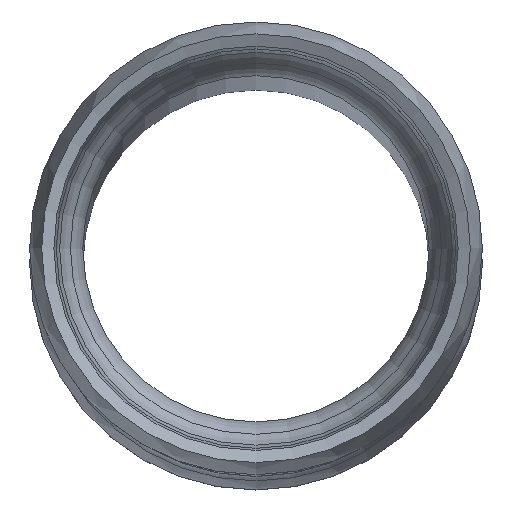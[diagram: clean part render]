
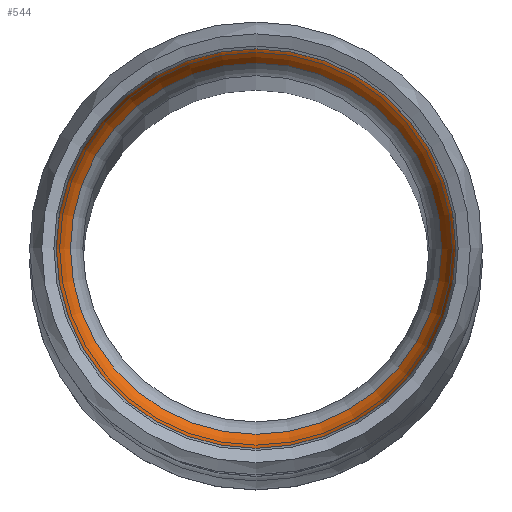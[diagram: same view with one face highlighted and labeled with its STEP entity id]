
A CAD part, top view. The second image highlights one B-rep face of the part: STEP entity #544.
In plain terms, the highlighted toroidal (fillet/blend) face has major radius 140 mm and minor radius 85 mm.
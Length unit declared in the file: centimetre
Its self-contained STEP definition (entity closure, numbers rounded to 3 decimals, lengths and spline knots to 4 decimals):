
#30=TOROIDAL_SURFACE('',#600,14.,8.5);
#76=FACE_OUTER_BOUND('',#108,.T.);
#108=EDGE_LOOP('',(#395,#396,#397,#398,#399));
#151=CIRCLE('',#596,20.9063);
#155=CIRCLE('',#601,8.5);
#156=CIRCLE('',#602,22.5);
#157=CIRCLE('',#603,22.5);
#222=VERTEX_POINT('',#987);
#225=VERTEX_POINT('',#995);
#226=VERTEX_POINT('',#997);
#285=EDGE_CURVE('',#222,#222,#151,.T.);
#289=EDGE_CURVE('',#222,#225,#155,.T.);
#290=EDGE_CURVE('',#226,#225,#156,.T.);
#291=EDGE_CURVE('',#225,#226,#157,.T.);
#395=ORIENTED_EDGE('',*,*,#285,.T.);
#396=ORIENTED_EDGE('',*,*,#289,.T.);
#397=ORIENTED_EDGE('',*,*,#290,.F.);
#398=ORIENTED_EDGE('',*,*,#291,.F.);
#399=ORIENTED_EDGE('',*,*,#289,.F.);
#544=ADVANCED_FACE('',(#76),#30,.F.);
#596=AXIS2_PLACEMENT_3D('',#988,#728,#729);
#600=AXIS2_PLACEMENT_3D('',#994,#736,#737);
#601=AXIS2_PLACEMENT_3D('',#996,#738,#739);
#602=AXIS2_PLACEMENT_3D('',#998,#740,#741);
#603=AXIS2_PLACEMENT_3D('',#999,#742,#743);
#728=DIRECTION('center_axis',(0.,0.,-1.));
#729=DIRECTION('ref_axis',(1.,0.,0.));
#736=DIRECTION('center_axis',(0.,0.,-1.));
#737=DIRECTION('ref_axis',(0.,1.,0.));
#738=DIRECTION('center_axis',(-1.,0.,0.));
#739=DIRECTION('ref_axis',(0.,-1.,0.));
#740=DIRECTION('center_axis',(0.,0.,-1.));
#741=DIRECTION('ref_axis',(1.,0.,0.));
#742=DIRECTION('center_axis',(0.,0.,-1.));
#743=DIRECTION('ref_axis',(1.,0.,0.));
#987=CARTESIAN_POINT('',(136.7701,-69.0821,5.6431));
#988=CARTESIAN_POINT('Origin',(136.7701,-48.1759,5.6431));
#994=CARTESIAN_POINT('Origin',(136.7701,-48.1759,10.5982));
#995=CARTESIAN_POINT('',(136.7701,-70.6759,10.5982));
#996=CARTESIAN_POINT('Origin',(136.7701,-62.1759,10.5982));
#997=CARTESIAN_POINT('',(159.2701,-48.1759,10.5982));
#998=CARTESIAN_POINT('Origin',(136.7701,-48.1759,10.5982));
#999=CARTESIAN_POINT('Origin',(136.7701,-48.1759,10.5982));
